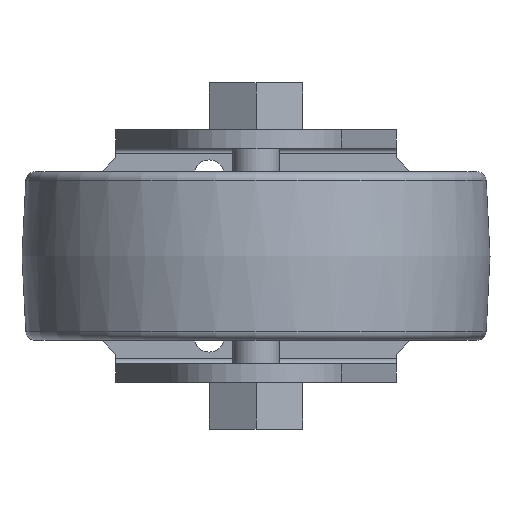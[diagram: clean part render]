
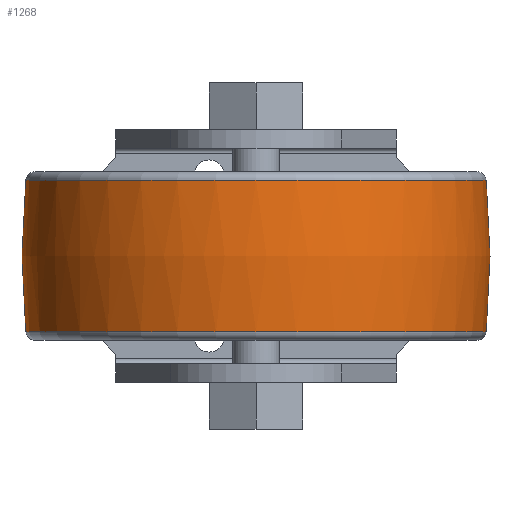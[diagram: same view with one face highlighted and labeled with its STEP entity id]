
A CAD part, front view. The second image highlights one B-rep face of the part: STEP entity #1268.
In plain terms, the highlighted toroidal (fillet/blend) face has major radius 56.25 mm and minor radius 81.25 mm.
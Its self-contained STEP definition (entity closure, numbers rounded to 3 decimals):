
#20=DEGENERATE_TOROIDAL_SURFACE('',#1407,56.25,81.25,
 .F.);
#71=CIRCLE('',#1353,24.595);
#97=CIRCLE('',#1406,24.595);
#225=ORIENTED_EDGE('',*,*,#490,.T.);
#226=ORIENTED_EDGE('',*,*,#516,.F.);
#490=EDGE_CURVE('',#648,#648,#71,.T.);
#516=EDGE_CURVE('',#674,#674,#97,.T.);
#648=VERTEX_POINT('',#1966);
#674=VERTEX_POINT('',#2045);
#995=EDGE_LOOP('',(#225));
#996=EDGE_LOOP('',(#226));
#1123=FACE_BOUND('',#995,.T.);
#1124=FACE_BOUND('',#996,.T.);
#1268=ADVANCED_FACE('',(#1123,#1124),#20,.F.);
#1353=AXIS2_PLACEMENT_3D('',#1965,#1559,#1560);
#1406=AXIS2_PLACEMENT_3D('',#2044,#1665,#1666);
#1407=AXIS2_PLACEMENT_3D('',#2046,#1667,#1668);
#1559=DIRECTION('',(0.,0.,-1.));
#1560=DIRECTION('',(-1.,0.,0.));
#1665=DIRECTION('',(0.,0.,-1.));
#1666=DIRECTION('',(-1.,0.,0.));
#1667=DIRECTION('',(0.,0.,-1.));
#1668=DIRECTION('',(-1.,0.,0.));
#1965=CARTESIAN_POINT('',(0.,0.,8.1));
#1966=CARTESIAN_POINT('',(-24.595,0.,8.1));
#2044=CARTESIAN_POINT('',(0.,0.,-8.1));
#2045=CARTESIAN_POINT('',(-24.595,0.,-8.1));
#2046=CARTESIAN_POINT('',(0.,0.,0.));
